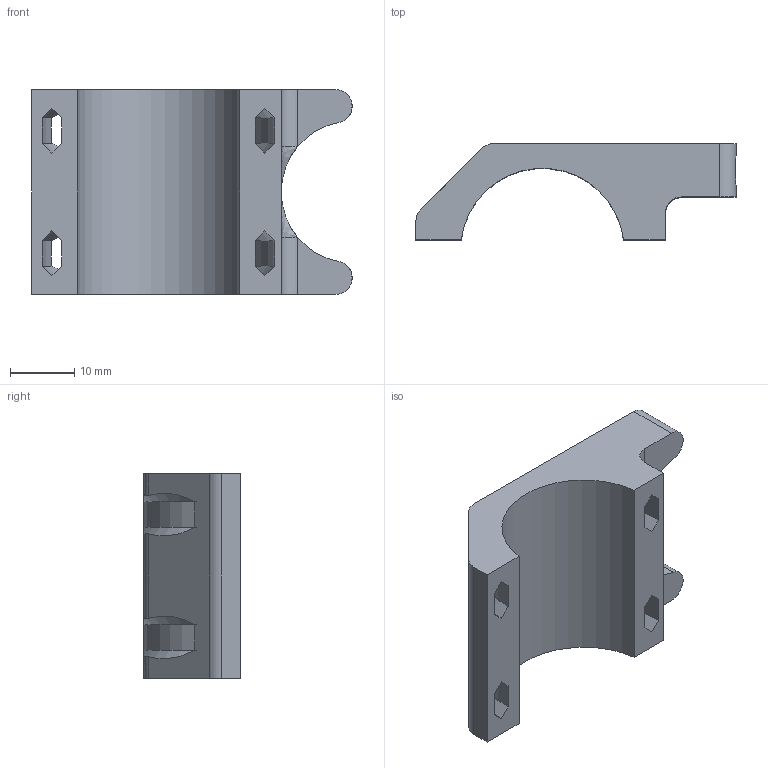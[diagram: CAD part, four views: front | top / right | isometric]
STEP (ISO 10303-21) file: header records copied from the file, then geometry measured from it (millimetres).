
FILE_DESCRIPTION (( 'STEP AP214' ), '1' );
FILE_NAME ('4400-23-P-0601 (1 pieza).STEP', '2023-02-26T03:37:53', ( '' ), ( '' ), 'SwSTEP 2.0', 'SolidWorks 2022', '' );
FILE_SCHEMA (( 'AUTOMOTIVE_DESIGN' ));
Length unit declared in the file: inch
Products named in the file (1): 4400-23-P-0601 (1 pieza)
Bounding box: 49.64 x 14.92 x 31.75 mm (x, y, z)
Volume: 9445 mm3; surface area: 5947.5 mm2
Topology: 1 solids, 1 shells, 56 faces, 173 edges, 113 vertices
Faces by surface type: cylinder 22, cone 16, plane 14, torus 2, bspline 2
Entity records: 2188 total; most frequent: CARTESIAN_POINT 619, ORIENTED_EDGE 342, DIRECTION 302, EDGE_CURVE 171, VERTEX_POINT 113, AXIS2_PLACEMENT_3D 110, VECTOR 82, LINE 82
